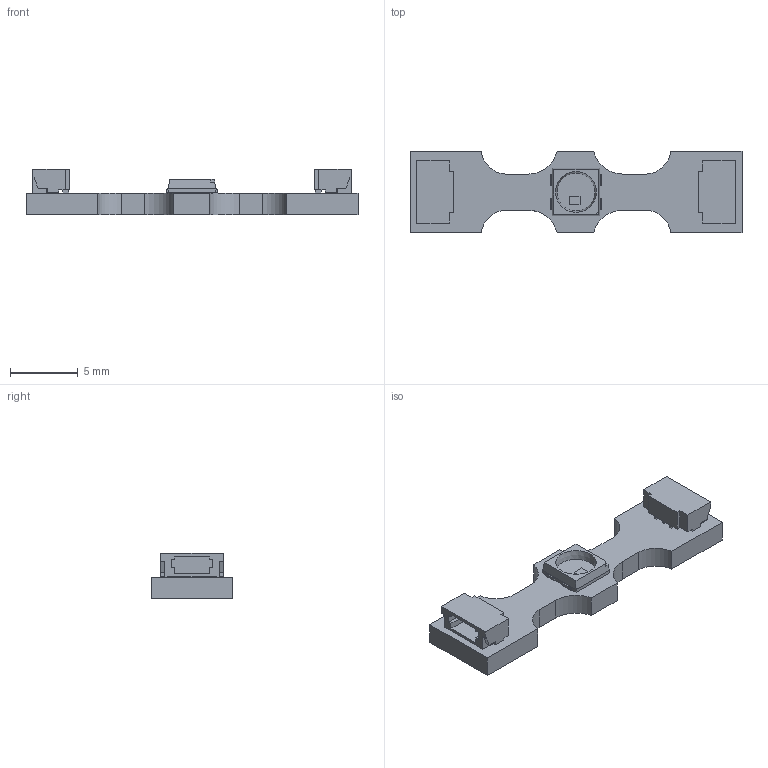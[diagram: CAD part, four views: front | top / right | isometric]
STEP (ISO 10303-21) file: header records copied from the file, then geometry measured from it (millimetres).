
FILE_DESCRIPTION(('KiCad electronic assembly'),'2;1');
FILE_NAME('LEAF01-Antistud RGB V2R5.step','2024-11-12T21:43:42',( 'Pcbnew'),('Kicad'),'Open CASCADE STEP processor 7.8', 'KiCad to STEP converter','Unknown');
FILE_SCHEMA(('AUTOMOTIVE_DESIGN { 1 0 10303 214 1 1 1 1 }'));
Length unit declared in the file: millimetre
Products named in the file (6): LEAF01-Antistud RGB V2R5 1; SM03B-SURS-TF; SMD SK6812 Super LED; SMD SK6812 Super LED v7; LEAF01-Antistud RGB V2R5_PCB
Assembly tree (6 placements, depth 3):
  LEAF01-Antistud RGB V2R5 1
    SM03B-SURS-TF  x2
      SM03B-SURS-TF
    SMD SK6812 Super LED
      SMD SK6812 Super LED v7
    LEAF01-Antistud RGB V2R5_PCB
Bounding box: 24.5 x 6 x 3.35 mm (x, y, z)
Volume: 219.4 mm3; surface area: 528.4 mm2
Topology: 9 solids, 9 shells, 231 faces, 605 edges, 401 vertices
Faces by surface type: plane 193, cylinder 37, cone 1
Entity records: 5838 total; most frequent: CARTESIAN_POINT 931, ORIENTED_EDGE 902, DIRECTION 887, EDGE_CURVE 451, LINE 373, VECTOR 373, VERTEX_POINT 299, AXIS2_PLACEMENT_3D 257
